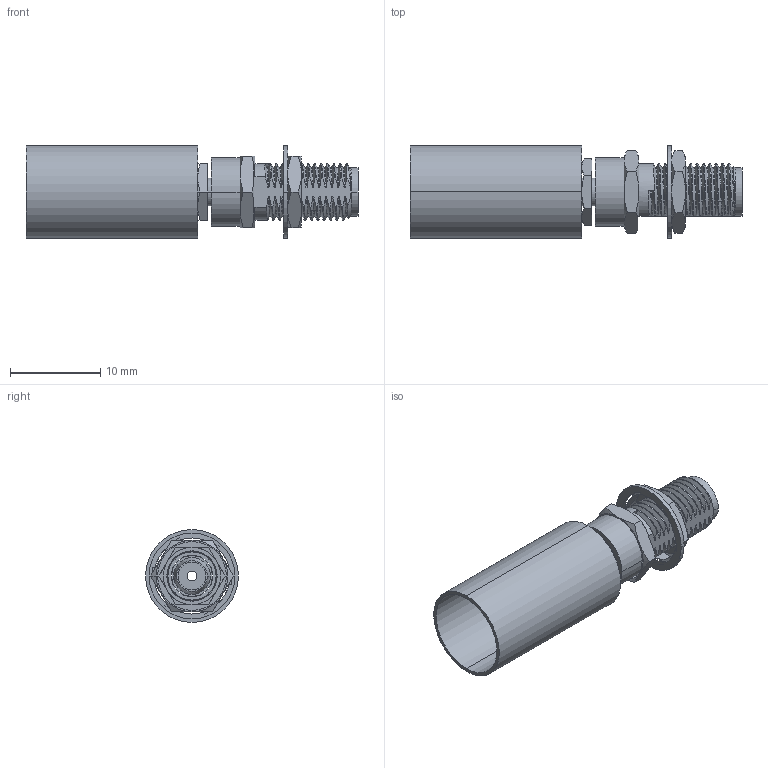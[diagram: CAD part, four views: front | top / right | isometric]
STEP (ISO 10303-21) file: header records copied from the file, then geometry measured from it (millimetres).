
FILE_DESCRIPTION((''),'2;1');
FILE_NAME('901-9610-1SF','2013-11-05T',('Clement Lazar'),(''),'PRO/ENGINEER BY PARAMETRIC TECHNOLOGY CORPORATION, 2010100','PRO/ENGINEER BY PARAMETRIC TECHNOLOGY CORPORATION, 2010100','');
FILE_SCHEMA(('CONFIG_CONTROL_DESIGN'));
Length unit declared in the file: millimetre
Products named in the file (1): 901-9610-1SF
Bounding box: 36.83 x 10.29 x 10.29 mm (x, y, z)
Surface area: 2387.3 mm2 (no closed solid volume)
Topology: 0 solids, 12 shells, 146 faces, 448 edges, 314 vertices
Faces by surface type: bspline 51, plane 34, cylinder 31, cone 30
Entity records: 19448 total; most frequent: CARTESIAN_POINT 15923, ORIENTED_EDGE 778, DIRECTION 536, EDGE_CURVE 448, VERTEX_POINT 314, B_SPLINE_CURVE_WITH_KNOTS 202, AXIS2_PLACEMENT_3D 195, EDGE_LOOP 157
